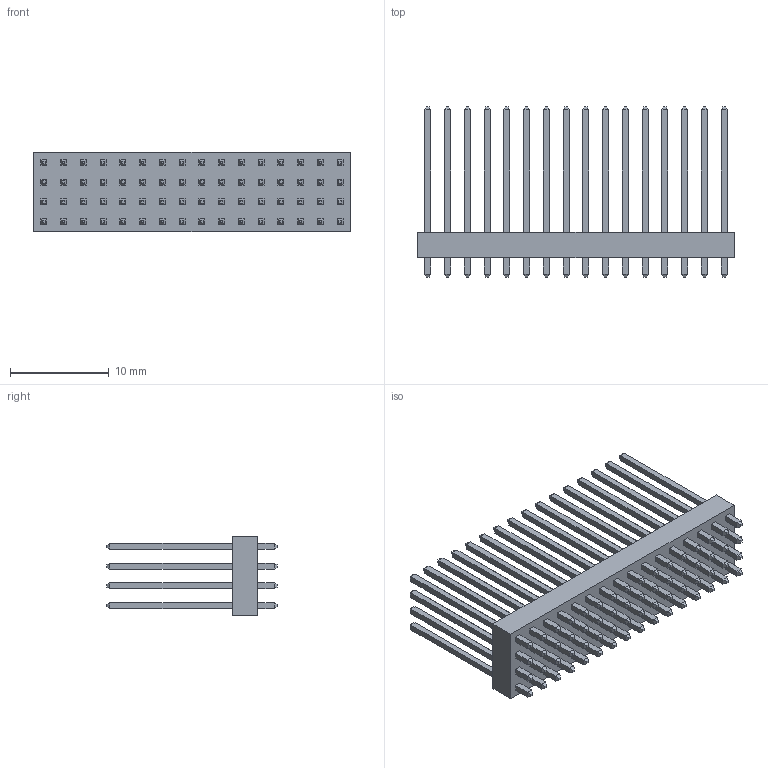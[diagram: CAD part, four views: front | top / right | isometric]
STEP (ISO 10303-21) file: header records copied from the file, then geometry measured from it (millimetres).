
FILE_DESCRIPTION (( 'STEP AP214' ), '1' );
FILE_NAME ( 'SAMTEC_MTMM-116-14-F-Q-550.step', '2019-12-04T13:36:26', ( '' ), ( '' ), 'Part was generated with the free Library Expert Lite available at www.PCBLibraries.com. Removing line will violate the End User License Agreement.', '©2017 PCB Libraries, Inc.', '' );
FILE_SCHEMA (( 'AUTOMOTIVE_DESIGN' ));
Length unit declared in the file: millimetre
Products named in the file (1): SAMTEC_MTMM-116-14-F-Q-550
Bounding box: 32 x 17.29 x 8 mm (x, y, z)
Volume: 983.6 mm3; surface area: 3018.6 mm2
Topology: 129 solids, 129 shells, 1286 faces, 2572 edges, 1544 vertices
Faces by surface type: plane 1286
Entity records: 35932 total; most frequent: CARTESIAN_POINT 5403, DIRECTION 5146, ORIENTED_EDGE 5144, VECTOR 2572, LINE 2572, EDGE_CURVE 2572, VERTEX_POINT 1544, STYLED_ITEM 1416
